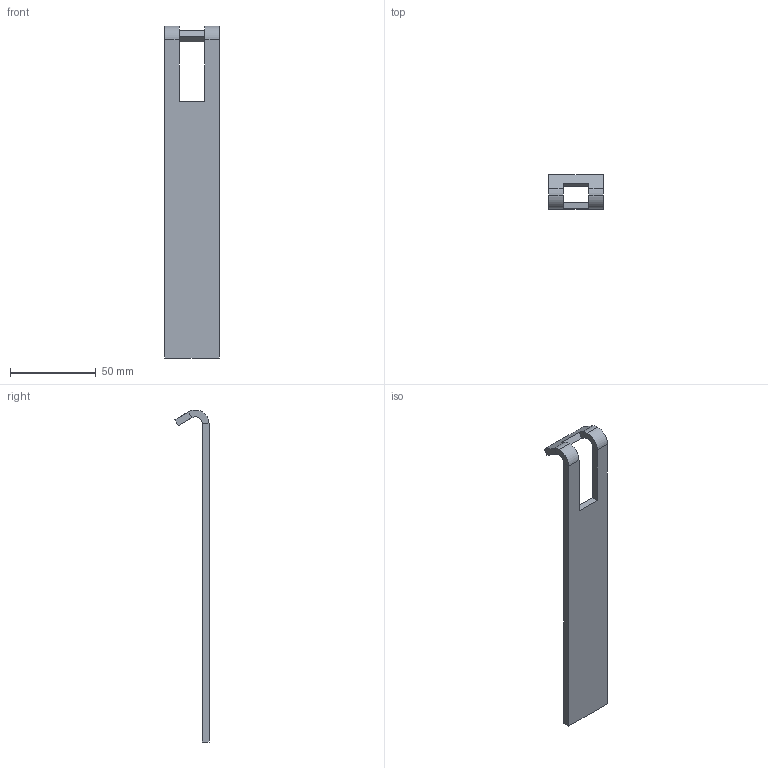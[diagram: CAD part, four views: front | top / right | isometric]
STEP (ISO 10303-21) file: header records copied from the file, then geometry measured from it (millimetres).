
FILE_DESCRIPTION (( 'STEP AP203' ), '1' );
FILE_NAME ('Loquet AR.STEP', '2018-02-15T09:37:02', ( '' ), ( '' ), 'SwSTEP 2.0', 'SolidWorks 2015', '' );
FILE_SCHEMA (( 'CONFIG_CONTROL_DESIGN' ));
Length unit declared in the file: millimetre
Products named in the file (1): Loquet AR
Bounding box: 32 x 20 x 194.14 mm (x, y, z)
Volume: 23497.3 mm3; surface area: 14204.2 mm2
Topology: 1 solids, 1 shells, 28 faces, 68 edges, 40 vertices
Faces by surface type: plane 20, cylinder 8
Entity records: 881 total; most frequent: DIRECTION 142, CARTESIAN_POINT 137, ORIENTED_EDGE 136, EDGE_CURVE 68, LINE 52, VECTOR 52, AXIS2_PLACEMENT_3D 45, VERTEX_POINT 40
